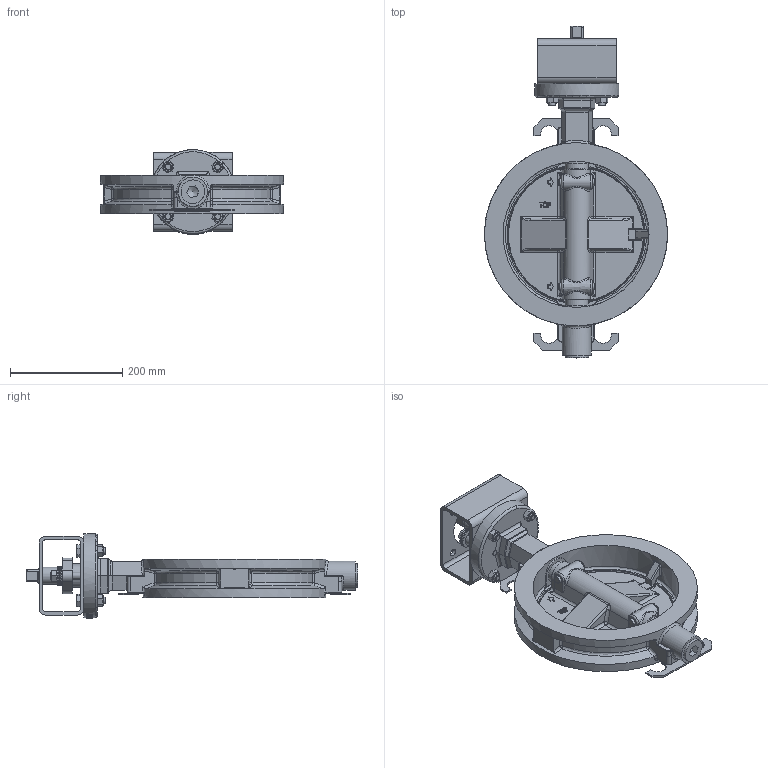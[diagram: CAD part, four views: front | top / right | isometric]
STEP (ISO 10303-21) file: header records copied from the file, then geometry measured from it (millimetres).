
FILE_DESCRIPTION((''),'2;1');
FILE_NAME('HP111 DN250-01.stp','2010-11-29T13:37:54',('Hellwig'),(''),'Autodesk Inventor 2010','Autodesk Inventor 2010','');
FILE_SCHEMA(('AUTOMOTIVE_DESIGN { 1 0 10303 214 1 1 1 1 }'));
Length unit declared in the file: millimetre
Products named in the file (1): M690_Konturvereinfachung_1
Bounding box: 326 x 591.15 x 151 mm (x, y, z)
Volume: 4268218.9 mm3; surface area: 783536.9 mm2
Topology: 7 solids, 25 shells, 1414 faces, 3402 edges, 2071 vertices
Faces by surface type: plane 464, cylinder 371, bspline 360, cone 145, torus 48, sphere 26
Full cylindrical faces by diameter (mm): 4.917 x2, 6 x4, 10 x4, 11.053 x4, 12 x18, 12.3 x12, 13 x10, 13.5 x1, 17.2 x4, 27.5 x1, 30 x2, 30.05 x4, 30.1 x1, 30.2 x4, 32 x1, 33 x1, 33.2 x1, 33.3 x2, 34 x12, 36 x1, 41.2 x2, 41.8 x1, 41.9 x1, 42 x1, 52 x1, 85.1 x1, 150 x1, 236 x1, 236.1 x1, 237.7 x1
Entity records: 60653 total; most frequent: CARTESIAN_POINT 30585, ORIENTED_EDGE 5918, DIRECTION 5498, EDGE_CURVE 2959, AXIS2_PLACEMENT_3D 2186, VERTEX_POINT 1959, EDGE_LOOP 1848, FACE_OUTER_BOUND 1414
